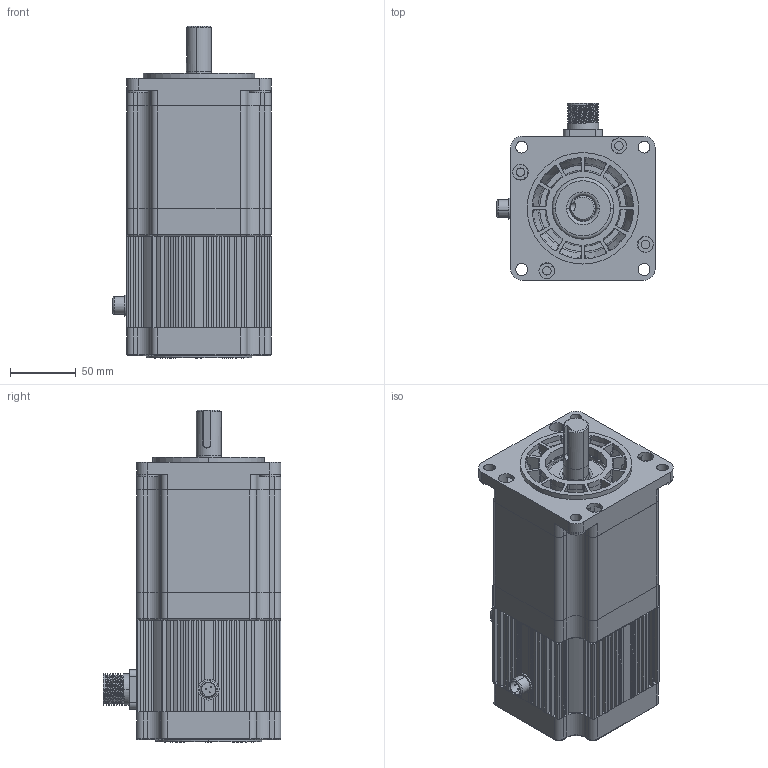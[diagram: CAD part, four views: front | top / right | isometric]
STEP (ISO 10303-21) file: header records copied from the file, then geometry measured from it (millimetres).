
FILE_DESCRIPTION (( 'STEP AP203' ), '1' );
FILE_NAME ('FHB31115±§Õ¢.STEP', '2021-11-17T07:26:36', ( '' ), ( '' ), 'SwSTEP 2.0', 'SolidWorks 2016', '' );
FILE_SCHEMA (( 'CONFIG_CONTROL_DESIGN' ));
Length unit declared in the file: millimetre
Products named in the file (9): 綴傷裔; 瑤脣釱; 三芯航插; ヶ傷裔; 110儂褲; 粣; FHB31115惕掅; 6204; 隅赽僇
Assembly tree (9 placements, depth 2):
  FHB31115惕掅
    6204
    粣
    ヶ傷裔
    隅赽僇
    綴傷裔  x2
    110儂褲
    三芯航插
    瑤脣釱
Bounding box: 120.5 x 135.5 x 253.2 mm (x, y, z)
Volume: 788392.9 mm3; surface area: 331278.3 mm2
Topology: 25 solids, 25 shells, 1445 faces, 3997 edges, 2628 vertices
Faces by surface type: plane 698, cylinder 643, torus 54, cone 41, sphere 6, bspline 3
Entity records: 40983 total; most frequent: CARTESIAN_POINT 9619, ORIENTED_EDGE 6446, DIRECTION 6410, EDGE_CURVE 3223, AXIS2_PLACEMENT_3D 2272, VERTEX_POINT 2126, VECTOR 1866, LINE 1866
